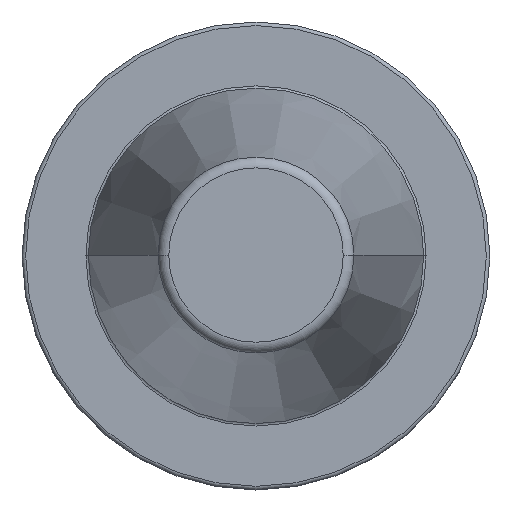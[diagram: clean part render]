
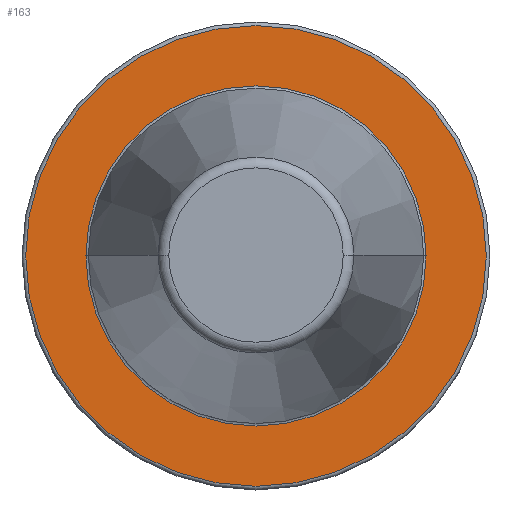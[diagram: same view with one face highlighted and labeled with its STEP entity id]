
A CAD part, top view. The second image highlights one B-rep face of the part: STEP entity #163.
In plain terms, the highlighted planar face has unit normal (0, 0, 1).
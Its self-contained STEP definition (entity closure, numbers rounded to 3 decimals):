
#53=FACE_BOUND('',#290,.T.);
#54=FACE_BOUND('',#291,.T.);
#72=PLANE('',#1065);
#163=ADVANCED_FACE('',(#53,#54),#72,.F.);
#290=EDGE_LOOP('',(#610));
#291=EDGE_LOOP('',(#611,#612));
#610=ORIENTED_EDGE('',*,*,#867,.T.);
#611=ORIENTED_EDGE('',*,*,#826,.T.);
#612=ORIENTED_EDGE('',*,*,#828,.T.);
#715=VERTEX_POINT('',#1736);
#718=VERTEX_POINT('',#1741);
#744=VERTEX_POINT('',#1825);
#826=EDGE_CURVE('',#715,#718,#899,.T.);
#828=EDGE_CURVE('',#718,#715,#901,.T.);
#867=EDGE_CURVE('',#744,#744,#929,.T.);
#899=CIRCLE('',#1018,35.425);
#901=CIRCLE('',#1021,35.425);
#929=CIRCLE('',#1064,47.975);
#1018=AXIS2_PLACEMENT_3D('',#1742,#1221,#1222);
#1021=AXIS2_PLACEMENT_3D('',#1745,#1227,#1228);
#1064=AXIS2_PLACEMENT_3D('',#1824,#1324,#1325);
#1065=AXIS2_PLACEMENT_3D('',#1826,#1326,#1327);
#1221=DIRECTION('',(0.,0.,-1.));
#1222=DIRECTION('',(-1.,0.,0.));
#1227=DIRECTION('',(0.,0.,-1.));
#1228=DIRECTION('',(-1.,0.,0.));
#1324=DIRECTION('',(0.,0.,1.));
#1325=DIRECTION('',(-1.,0.,0.));
#1326=DIRECTION('',(0.,0.,-1.));
#1327=DIRECTION('',(1.,0.,0.));
#1736=CARTESIAN_POINT('',(-35.425,0.,-3.2));
#1741=CARTESIAN_POINT('',(35.425,0.,-3.2));
#1742=CARTESIAN_POINT('',(0.,0.,-3.2));
#1745=CARTESIAN_POINT('',(0.,0.,-3.2));
#1824=CARTESIAN_POINT('',(0.,0.,-3.2));
#1825=CARTESIAN_POINT('',(-47.975,0.,-3.2));
#1826=CARTESIAN_POINT('',(0.,35.425,-3.2));
